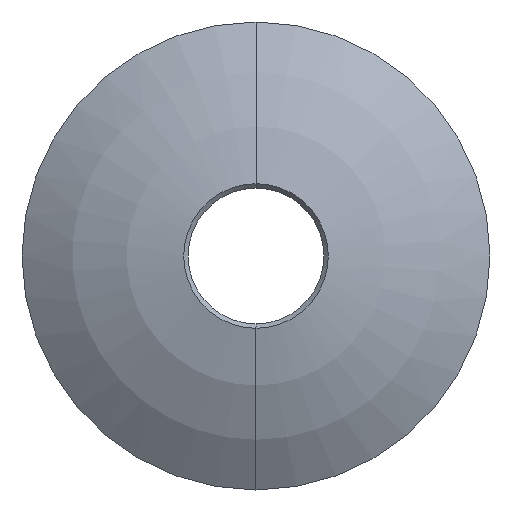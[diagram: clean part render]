
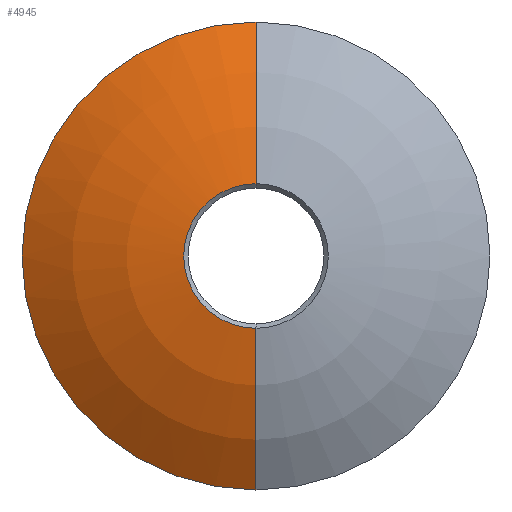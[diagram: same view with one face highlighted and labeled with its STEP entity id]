
A CAD part, left-side view. The second image highlights one B-rep face of the part: STEP entity #4945.
In plain terms, the highlighted toroidal (fillet/blend) face has major radius 2.283 mm and minor radius 32.69 mm.
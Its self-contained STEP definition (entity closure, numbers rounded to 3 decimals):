
#359 = DIRECTION ( 'NONE',  ( -1., 0., 0. ) ) ;
#704 = CIRCLE ( 'NONE', #6245, 21.2 ) ;
#725 = CARTESIAN_POINT ( 'NONE',  ( -5.75, 0., -6.55 ) ) ;
#1056 = DIRECTION ( 'NONE',  ( 0., 0., 1. ) ) ;
#1643 = CIRCLE ( 'NONE', #2075, 6.55 ) ;
#1740 = CARTESIAN_POINT ( 'NONE',  ( 26.66, 0., -2.283 ) ) ;
#1866 = CARTESIAN_POINT ( 'NONE',  ( -5.75, 0., 0. ) ) ;
#2075 = AXIS2_PLACEMENT_3D ( 'NONE', #1866, #3860, #12077 ) ;
#2677 = EDGE_CURVE ( 'NONE', #4442, #9917, #704, .T. ) ;
#2718 = CARTESIAN_POINT ( 'NONE',  ( 0., 0., -21.2 ) ) ;
#2913 = ORIENTED_EDGE ( 'NONE', *, *, #9425, .T. ) ;
#2935 = CARTESIAN_POINT ( 'NONE',  ( 26.66, 0., 0. ) ) ;
#3509 = TOROIDAL_SURFACE ( 'NONE', #4574, 2.283, 32.69 ) ;
#3860 = DIRECTION ( 'NONE',  ( 1., 0., 0. ) ) ;
#4428 = DIRECTION ( 'NONE',  ( 0., 0., 1. ) ) ;
#4438 = EDGE_CURVE ( 'NONE', #9917, #12350, #5215, .T. ) ;
#4442 = VERTEX_POINT ( 'NONE', #5955 ) ;
#4456 = ORIENTED_EDGE ( 'NONE', *, *, #4438, .T. ) ;
#4531 = VERTEX_POINT ( 'NONE', #5142 ) ;
#4574 = AXIS2_PLACEMENT_3D ( 'NONE', #2935, #13145, #1056 ) ;
#4945 = ADVANCED_FACE ( 'NONE', ( #8010 ), #3509, .T. ) ;
#5142 = CARTESIAN_POINT ( 'NONE',  ( -5.75, 0., 6.55 ) ) ;
#5173 = DIRECTION ( 'NONE',  ( 0., -1., 0. ) ) ;
#5215 = CIRCLE ( 'NONE', #12678, 32.69 ) ;
#5285 = ORIENTED_EDGE ( 'NONE', *, *, #11194, .F. ) ;
#5521 = AXIS2_PLACEMENT_3D ( 'NONE', #6187, #5173, #10319 ) ;
#5955 = CARTESIAN_POINT ( 'NONE',  ( 0., 0., 21.2 ) ) ;
#6187 = CARTESIAN_POINT ( 'NONE',  ( 26.66, 0., 2.283 ) ) ;
#6245 = AXIS2_PLACEMENT_3D ( 'NONE', #9506, #359, #4428 ) ;
#8010 = FACE_OUTER_BOUND ( 'NONE', #9786, .T. ) ;
#8755 = ORIENTED_EDGE ( 'NONE', *, *, #2677, .T. ) ;
#8761 = DIRECTION ( 'NONE',  ( 0., 1., 0. ) ) ;
#9425 = EDGE_CURVE ( 'NONE', #12350, #4531, #1643, .T. ) ;
#9506 = CARTESIAN_POINT ( 'NONE',  ( 0., 0., 0. ) ) ;
#9585 = CIRCLE ( 'NONE', #5521, 32.69 ) ;
#9786 = EDGE_LOOP ( 'NONE', ( #8755, #4456, #2913, #5285 ) ) ;
#9917 = VERTEX_POINT ( 'NONE', #2718 ) ;
#10319 = DIRECTION ( 'NONE',  ( 0., 0., -1. ) ) ;
#11027 = DIRECTION ( 'NONE',  ( 0., 0., 1. ) ) ;
#11194 = EDGE_CURVE ( 'NONE', #4442, #4531, #9585, .T. ) ;
#12077 = DIRECTION ( 'NONE',  ( 0., 0., 1. ) ) ;
#12350 = VERTEX_POINT ( 'NONE', #725 ) ;
#12678 = AXIS2_PLACEMENT_3D ( 'NONE', #1740, #8761, #11027 ) ;
#13145 = DIRECTION ( 'NONE',  ( -1., 0., 0. ) ) ;
